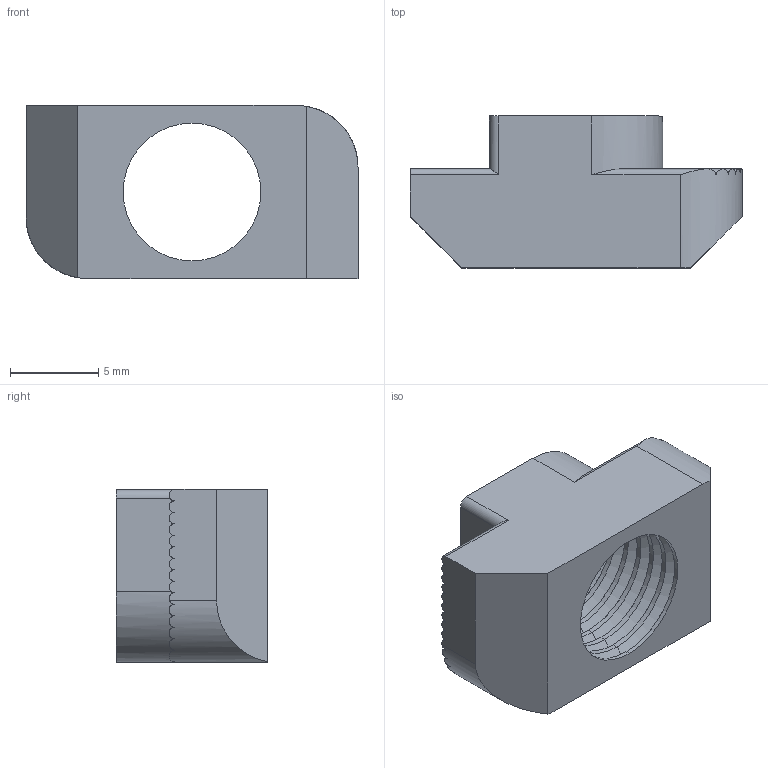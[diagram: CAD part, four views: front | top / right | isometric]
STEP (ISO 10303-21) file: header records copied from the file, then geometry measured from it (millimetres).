
FILE_DESCRIPTION (( 'STEP AP203' ), '1' );
FILE_NAME ('CE-TN8-10.STEP', '2016-12-01T09:25:46', ( 'Windows 蚚誧' ), ( 'Users' ), 'SwSTEP 2.0', 'SolidWorks 2012', '' );
FILE_SCHEMA (( 'CONFIG_CONTROL_DESIGN' ));
Length unit declared in the file: millimetre
Products named in the file (1): CE-TN8-10
Bounding box: 18.8 x 8.6 x 9.8 mm (x, y, z)
Volume: 742.9 mm3; surface area: 1000.3 mm2
Topology: 1 solids, 1 shells, 100 faces, 244 edges, 146 vertices
Faces by surface type: cylinder 56, cone 34, plane 10
Entity records: 3229 total; most frequent: CARTESIAN_POINT 800, DIRECTION 512, ORIENTED_EDGE 488, EDGE_CURVE 244, AXIS2_PLACEMENT_3D 200, VERTEX_POINT 146, LINE 112, VECTOR 112
